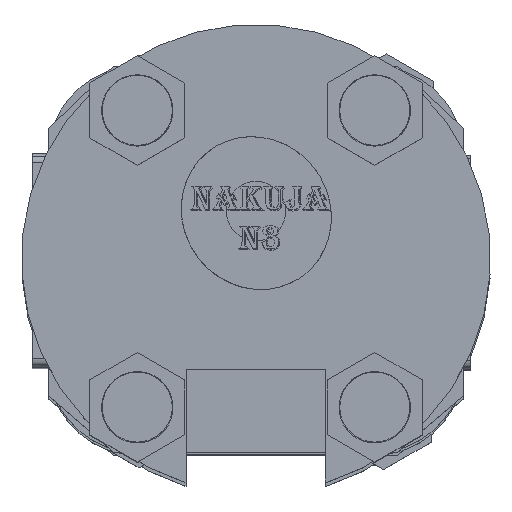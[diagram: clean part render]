
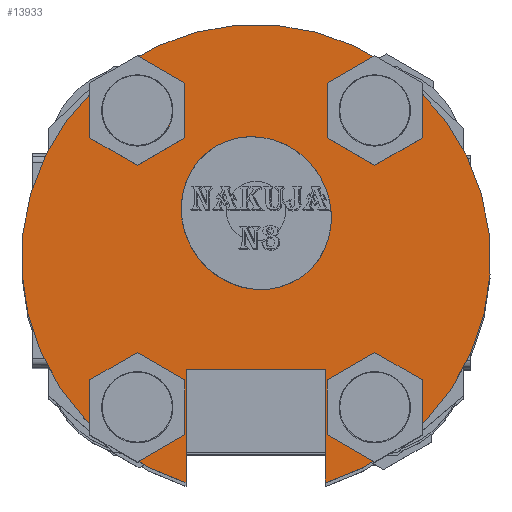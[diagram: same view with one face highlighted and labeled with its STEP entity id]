
A CAD part, top view. The second image highlights one B-rep face of the part: STEP entity #13933.
In plain terms, the highlighted planar face has unit normal (0, 0, 1).
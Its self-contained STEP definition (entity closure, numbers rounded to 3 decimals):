
#1030=FACE_BOUND('',#2337,.T.);
#1031=FACE_BOUND('',#2338,.T.);
#1032=FACE_BOUND('',#2339,.T.);
#1033=FACE_BOUND('',#2340,.T.);
#1034=FACE_BOUND('',#2341,.T.);
#1151=PLANE('',#14837);
#1571=FACE_OUTER_BOUND('',#2336,.T.);
#2336=EDGE_LOOP('',(#9731,#9732,#9733,#9734));
#2337=EDGE_LOOP('',(#9735));
#2338=EDGE_LOOP('',(#9736));
#2339=EDGE_LOOP('',(#9737));
#2340=EDGE_LOOP('',(#9738));
#2341=EDGE_LOOP('',(#9739));
#3188=LINE('',#18514,#4577);
#3192=LINE('',#18522,#4581);
#3196=LINE('',#18533,#4585);
#4577=VECTOR('',#15653,10.);
#4581=VECTOR('',#15659,10.);
#4585=VECTOR('',#15671,10.);
#5959=CIRCLE('',#14812,5.);
#5963=CIRCLE('',#14820,6.);
#5965=CIRCLE('',#14823,6.);
#5967=CIRCLE('',#14826,6.);
#5969=CIRCLE('',#14829,6.);
#5970=CIRCLE('',#14833,39.5);
#6149=VERTEX_POINT('',#18476);
#6153=VERTEX_POINT('',#18490);
#6155=VERTEX_POINT('',#18496);
#6157=VERTEX_POINT('',#18502);
#6159=VERTEX_POINT('',#18508);
#6160=VERTEX_POINT('',#18512);
#6161=VERTEX_POINT('',#18513);
#6164=VERTEX_POINT('',#18521);
#6166=VERTEX_POINT('',#18527);
#7552=EDGE_CURVE('',#6149,#6149,#5959,.T.);
#7558=EDGE_CURVE('',#6153,#6153,#5963,.T.);
#7561=EDGE_CURVE('',#6155,#6155,#5965,.T.);
#7564=EDGE_CURVE('',#6157,#6157,#5967,.T.);
#7567=EDGE_CURVE('',#6159,#6159,#5969,.T.);
#7568=EDGE_CURVE('',#6160,#6161,#3188,.T.);
#7572=EDGE_CURVE('',#6164,#6160,#3192,.T.);
#7575=EDGE_CURVE('',#6166,#6164,#5970,.T.);
#7578=EDGE_CURVE('',#6161,#6166,#3196,.T.);
#9731=ORIENTED_EDGE('',*,*,#7578,.T.);
#9732=ORIENTED_EDGE('',*,*,#7575,.T.);
#9733=ORIENTED_EDGE('',*,*,#7572,.T.);
#9734=ORIENTED_EDGE('',*,*,#7568,.T.);
#9735=ORIENTED_EDGE('',*,*,#7552,.T.);
#9736=ORIENTED_EDGE('',*,*,#7567,.T.);
#9737=ORIENTED_EDGE('',*,*,#7564,.T.);
#9738=ORIENTED_EDGE('',*,*,#7561,.T.);
#9739=ORIENTED_EDGE('',*,*,#7558,.T.);
#13933=ADVANCED_FACE('',(#1571,#1030,#1031,#1032,#1033,#1034),#1151,.T.);
#14812=AXIS2_PLACEMENT_3D('',#18478,#15610,#15611);
#14820=AXIS2_PLACEMENT_3D('',#18492,#15628,#15629);
#14823=AXIS2_PLACEMENT_3D('',#18498,#15635,#15636);
#14826=AXIS2_PLACEMENT_3D('',#18504,#15642,#15643);
#14829=AXIS2_PLACEMENT_3D('',#18510,#15649,#15650);
#14833=AXIS2_PLACEMENT_3D('',#18528,#15664,#15665);
#14837=AXIS2_PLACEMENT_3D('',#18536,#15675,#15676);
#15610=DIRECTION('center_axis',(0.,0.,-1.));
#15611=DIRECTION('ref_axis',(-1.,0.,0.));
#15628=DIRECTION('center_axis',(0.,0.,-1.));
#15629=DIRECTION('ref_axis',(1.,0.,0.));
#15635=DIRECTION('center_axis',(0.,0.,-1.));
#15636=DIRECTION('ref_axis',(1.,0.,0.));
#15642=DIRECTION('center_axis',(0.,0.,-1.));
#15643=DIRECTION('ref_axis',(1.,0.,0.));
#15649=DIRECTION('center_axis',(0.,0.,-1.));
#15650=DIRECTION('ref_axis',(1.,0.,0.));
#15653=DIRECTION('',(1.,0.,0.));
#15659=DIRECTION('',(0.,1.,0.));
#15664=DIRECTION('center_axis',(0.,0.,1.));
#15665=DIRECTION('ref_axis',(1.,0.,0.));
#15671=DIRECTION('',(0.,-1.,0.));
#15675=DIRECTION('center_axis',(0.,0.,1.));
#15676=DIRECTION('ref_axis',(1.,0.,0.));
#18476=CARTESIAN_POINT('',(5.,8.,0.));
#18478=CARTESIAN_POINT('Origin',(0.,8.,0.));
#18490=CARTESIAN_POINT('',(14.,-25.,0.));
#18492=CARTESIAN_POINT('Origin',(20.,-25.,0.));
#18496=CARTESIAN_POINT('',(-26.,-25.,0.));
#18498=CARTESIAN_POINT('Origin',(-20.,-25.,0.));
#18502=CARTESIAN_POINT('',(14.,25.,0.));
#18504=CARTESIAN_POINT('Origin',(20.,25.,0.));
#18508=CARTESIAN_POINT('',(-26.,25.,0.));
#18510=CARTESIAN_POINT('Origin',(-20.,25.,0.));
#18512=CARTESIAN_POINT('',(-11.797,-18.563,0.));
#18513=CARTESIAN_POINT('',(11.618,-18.563,0.));
#18514=CARTESIAN_POINT('',(-11.797,-18.563,0.));
#18521=CARTESIAN_POINT('',(-11.797,-37.697,0.));
#18522=CARTESIAN_POINT('',(-11.797,-37.697,0.));
#18527=CARTESIAN_POINT('',(11.618,-37.753,0.));
#18528=CARTESIAN_POINT('Origin',(0.,0.,0.));
#18533=CARTESIAN_POINT('',(11.618,-18.563,0.));
#18536=CARTESIAN_POINT('Origin',(0.,0.874,0.));
